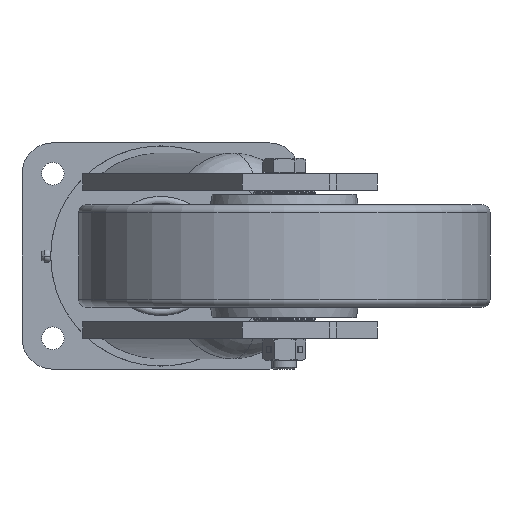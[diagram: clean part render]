
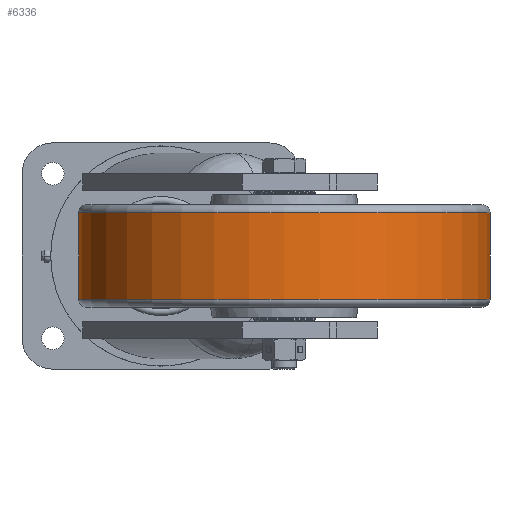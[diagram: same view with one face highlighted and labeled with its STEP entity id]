
A CAD part, front view. The second image highlights one B-rep face of the part: STEP entity #6336.
In plain terms, the highlighted cylindrical face has radius 100 mm (diameter 200 mm), a partial arc.
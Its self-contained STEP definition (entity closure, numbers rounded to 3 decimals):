
#1444 = EDGE_CURVE ( 'NONE', #1738, #10089, #15104, .T. ) ;
#1738 = VERTEX_POINT ( 'NONE', #27509 ) ;
#1788 = DIRECTION ( 'NONE',  ( 0., 0., 1. ) ) ;
#2604 = DIRECTION ( 'NONE',  ( 0., 0., -1. ) ) ;
#3492 = VERTEX_POINT ( 'NONE', #8079 ) ;
#3682 = ORIENTED_EDGE ( 'NONE', *, *, #1444, .T. ) ;
#4201 = VECTOR ( 'NONE', #11149, 1000. ) ;
#6336 = ADVANCED_FACE ( 'NONE', ( #30560 ), #10366, .T. ) ;
#7820 = EDGE_CURVE ( 'NONE', #10089, #3492, #12731, .T. ) ;
#8079 = CARTESIAN_POINT ( 'NONE',  ( -40., -145., -21. ) ) ;
#8164 = CARTESIAN_POINT ( 'NONE',  ( 60., -145., 0. ) ) ;
#8226 = CARTESIAN_POINT ( 'NONE',  ( 160., -145., -21. ) ) ;
#8438 = DIRECTION ( 'NONE',  ( -1., 0., 0. ) ) ;
#8910 = CARTESIAN_POINT ( 'NONE',  ( 160., -145., 0. ) ) ;
#9875 = VECTOR ( 'NONE', #2604, 1000. ) ;
#10089 = VERTEX_POINT ( 'NONE', #32763 ) ;
#10366 = CYLINDRICAL_SURFACE ( 'NONE', #36143, 100. ) ;
#10873 = LINE ( 'NONE', #8910, #9875 ) ;
#11149 = DIRECTION ( 'NONE',  ( 0., 0., -1. ) ) ;
#12731 = LINE ( 'NONE', #17607, #4201 ) ;
#13283 = CIRCLE ( 'NONE', #21057, 100. ) ;
#14531 = DIRECTION ( 'NONE',  ( 0., 0., -1. ) ) ;
#14716 = ORIENTED_EDGE ( 'NONE', *, *, #17541, .F. ) ;
#15104 = CIRCLE ( 'NONE', #40180, 100. ) ;
#17541 = EDGE_CURVE ( 'NONE', #1738, #27549, #10873, .T. ) ;
#17607 = CARTESIAN_POINT ( 'NONE',  ( -40., -145., 0. ) ) ;
#19167 = EDGE_CURVE ( 'NONE', #3492, #27549, #13283, .T. ) ;
#21032 = CARTESIAN_POINT ( 'NONE',  ( 60., -145., -21. ) ) ;
#21057 = AXIS2_PLACEMENT_3D ( 'NONE', #21032, #1788, #24294 ) ;
#24294 = DIRECTION ( 'NONE',  ( -1., 0., 0. ) ) ;
#26974 = ORIENTED_EDGE ( 'NONE', *, *, #7820, .T. ) ;
#27509 = CARTESIAN_POINT ( 'NONE',  ( 160., -145., 21. ) ) ;
#27549 = VERTEX_POINT ( 'NONE', #8226 ) ;
#29533 = ORIENTED_EDGE ( 'NONE', *, *, #19167, .T. ) ;
#30560 = FACE_OUTER_BOUND ( 'NONE', #31597, .T. ) ;
#31597 = EDGE_LOOP ( 'NONE', ( #14716, #3682, #26974, #29533 ) ) ;
#32763 = CARTESIAN_POINT ( 'NONE',  ( -40., -145., 21. ) ) ;
#33824 = CARTESIAN_POINT ( 'NONE',  ( 60., -145., 21. ) ) ;
#34062 = DIRECTION ( 'NONE',  ( 0., 0., -1. ) ) ;
#36143 = AXIS2_PLACEMENT_3D ( 'NONE', #8164, #34062, #8438 ) ;
#37064 = DIRECTION ( 'NONE',  ( 1., 0., 0. ) ) ;
#40180 = AXIS2_PLACEMENT_3D ( 'NONE', #33824, #14531, #37064 ) ;
